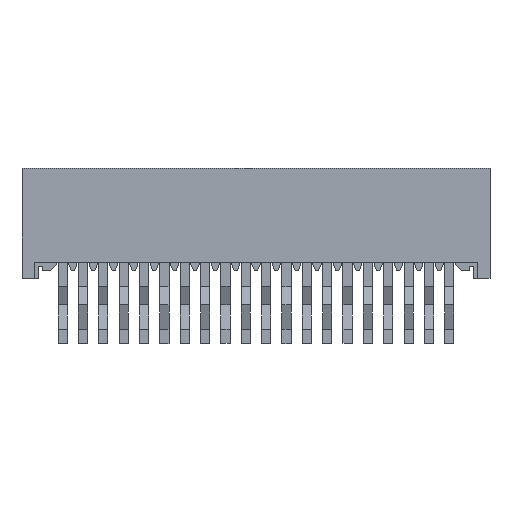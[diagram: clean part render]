
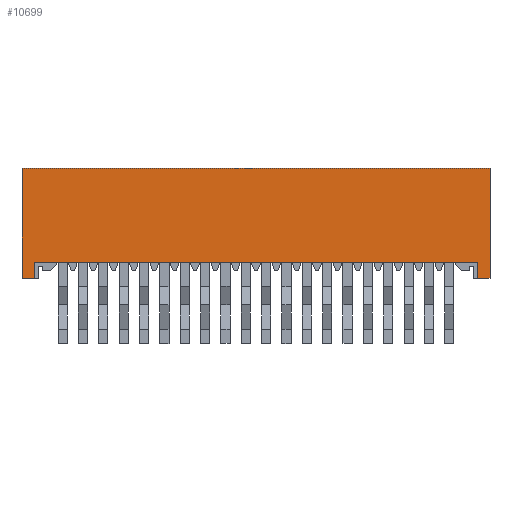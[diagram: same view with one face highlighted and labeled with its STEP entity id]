
A CAD part, top view. The second image highlights one B-rep face of the part: STEP entity #10699.
In plain terms, the highlighted planar face has unit normal (0, 0, 1).
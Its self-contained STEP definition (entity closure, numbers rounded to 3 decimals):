
#1=DIRECTION('',(0.,-1.,0.));
#2=VECTOR('',#1,5.4);
#3=CARTESIAN_POINT('',(-11.5,5.4,1.5));
#4=LINE('',#3,#2);
#29=DIRECTION('',(0.,1.,0.));
#30=VECTOR('',#29,0.8);
#31=CARTESIAN_POINT('',(-10.9,0.,1.5));
#32=LINE('',#31,#30);
#33=DIRECTION('',(1.,0.,0.));
#34=VECTOR('',#33,23.);
#35=CARTESIAN_POINT('',(-11.5,5.4,1.5));
#36=LINE('',#35,#34);
#37=DIRECTION('',(0.,1.,0.));
#38=VECTOR('',#37,0.8);
#39=CARTESIAN_POINT('',(10.9,0.,1.5));
#40=LINE('',#39,#38);
#41=DIRECTION('',(-1.,0.,0.));
#42=VECTOR('',#41,21.8);
#43=CARTESIAN_POINT('',(10.9,0.8,1.5));
#44=LINE('',#43,#42);
#1289=DIRECTION('',(1.,0.,0.));
#1290=VECTOR('',#1289,0.6);
#1291=CARTESIAN_POINT('',(-11.5,0.,1.5));
#1292=LINE('',#1291,#1290);
#1297=DIRECTION('',(1.,0.,0.));
#1298=VECTOR('',#1297,0.6);
#1299=CARTESIAN_POINT('',(10.9,0.,1.5));
#1300=LINE('',#1299,#1298);
#1373=DIRECTION('',(0.,-1.,0.));
#1374=VECTOR('',#1373,5.4);
#1375=CARTESIAN_POINT('',(11.5,5.4,1.5));
#1376=LINE('',#1375,#1374);
#8033=CARTESIAN_POINT('',(-11.5,5.4,1.5));
#8034=CARTESIAN_POINT('',(-11.5,0.,1.5));
#8035=VERTEX_POINT('',#8033);
#8036=VERTEX_POINT('',#8034);
#8045=CARTESIAN_POINT('',(11.5,5.4,1.5));
#8046=CARTESIAN_POINT('',(11.5,0.,1.5));
#8047=VERTEX_POINT('',#8045);
#8048=VERTEX_POINT('',#8046);
#8071=CARTESIAN_POINT('',(-10.9,0.,1.5));
#8072=CARTESIAN_POINT('',(-10.9,0.8,1.5));
#8073=VERTEX_POINT('',#8071);
#8074=VERTEX_POINT('',#8072);
#8075=CARTESIAN_POINT('',(10.9,0.,1.5));
#8076=CARTESIAN_POINT('',(10.9,0.8,1.5));
#8077=VERTEX_POINT('',#8075);
#8078=VERTEX_POINT('',#8076);
#10677=CARTESIAN_POINT('',(-11.5,5.4,1.5));
#10678=DIRECTION('',(0.,0.,1.));
#10679=DIRECTION('',(0.,-1.,0.));
#10680=AXIS2_PLACEMENT_3D('',#10677,#10678,#10679);
#10681=PLANE('',#10680);
#10683=ORIENTED_EDGE('',*,*,#10682,.F.);
#10685=ORIENTED_EDGE('',*,*,#10684,.F.);
#10686=ORIENTED_EDGE('',*,*,#10658,.F.);
#10688=ORIENTED_EDGE('',*,*,#10687,.T.);
#10690=ORIENTED_EDGE('',*,*,#10689,.T.);
#10692=ORIENTED_EDGE('',*,*,#10691,.F.);
#10694=ORIENTED_EDGE('',*,*,#10693,.T.);
#10696=ORIENTED_EDGE('',*,*,#10695,.T.);
#10697=EDGE_LOOP('',(#10683,#10685,#10686,#10688,#10690,#10692,#10694,#10696));
#10698=FACE_OUTER_BOUND('',#10697,.F.);
#10699=ADVANCED_FACE('',(#10698),#10681,.T.);
#10658=EDGE_CURVE('',#8035,#8036,#4,.T.);
#10682=EDGE_CURVE('',#8073,#8074,#32,.T.);
#10684=EDGE_CURVE('',#8036,#8073,#1292,.T.);
#10687=EDGE_CURVE('',#8035,#8047,#36,.T.);
#10689=EDGE_CURVE('',#8047,#8048,#1376,.T.);
#10691=EDGE_CURVE('',#8077,#8048,#1300,.T.);
#10693=EDGE_CURVE('',#8077,#8078,#40,.T.);
#10695=EDGE_CURVE('',#8078,#8074,#44,.T.);
